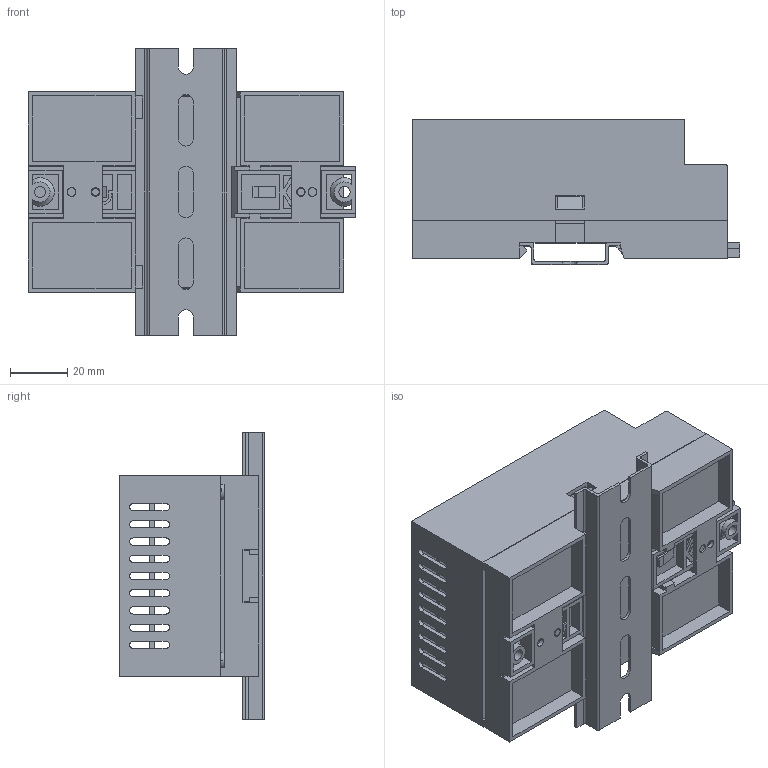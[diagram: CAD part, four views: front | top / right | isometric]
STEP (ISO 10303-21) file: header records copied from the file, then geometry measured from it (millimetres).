
FILE_DESCRIPTION (( 'STEP AP214' ), '1' );
FILE_NAME ('CEBV-70-02.STEP', '2023-02-02T07:21:48', ( '' ), ( '' ), 'SwSTEP 2.0', 'SolidWorks 2017', '' );
FILE_SCHEMA (( 'AUTOMOTIVE_DESIGN' ));
Length unit declared in the file: millimetre
Products named in the file (11): TopCover-CEBC-70; CEEP-70; Clip-Small; Euro fixed Terminal-12Way; Base PCB-MDP-70-01; Clip-Big; CEBV-70-02; Screw-smallest; Rail-35; Base plate - MDB-70 - New; Screw-small
Assembly tree (14 placements, depth 2):
  CEBV-70-02
    Base plate - MDB-70 - New
    Clip-Small
    Clip-Big
    Base PCB-MDP-70-01
    Screw-small  x2
    Euro fixed Terminal-12Way
    Rail-35
    Screw-smallest  x4
    CEEP-70
    TopCover-CEBC-70
Bounding box: 114.3 x 50.55 x 100 mm (x, y, z)
Volume: 82590.9 mm3; surface area: 111567.6 mm2
Topology: 14 solids, 14 shells, 1002 faces, 2710 edges, 1778 vertices
Faces by surface type: plane 655, cylinder 269, cone 40, torus 22, bspline 16
Entity records: 29100 total; most frequent: CARTESIAN_POINT 5241, ORIENTED_EDGE 4880, DIRECTION 4724, EDGE_CURVE 2440, VECTOR 1852, LINE 1852, VERTEX_POINT 1611, AXIS2_PLACEMENT_3D 1436
